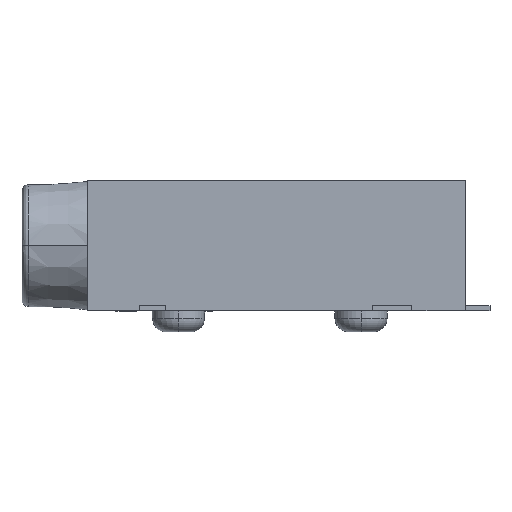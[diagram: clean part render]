
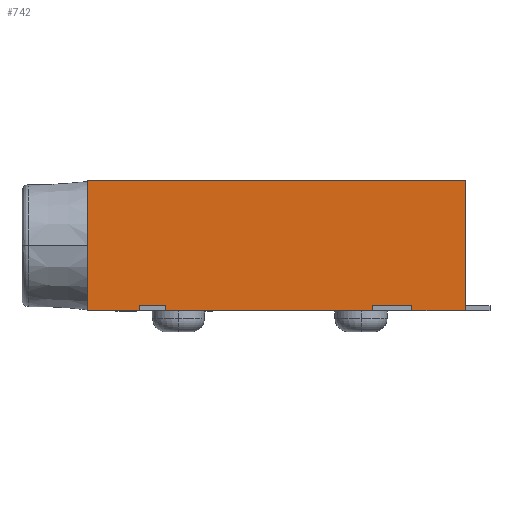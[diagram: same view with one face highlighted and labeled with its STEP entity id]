
A CAD part, top view. The second image highlights one B-rep face of the part: STEP entity #742.
In plain terms, the highlighted planar face has unit normal (0, 0, 1).
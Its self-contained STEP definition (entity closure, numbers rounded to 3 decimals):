
#19 = EDGE_LOOP ( 'NONE', ( #2531, #231, #1616, #2517, #322, #2102, #1031, #710, #219, #1924, #269, #1953 ) ) ;
#80 = EDGE_CURVE ( 'NONE', #970, #2323, #426, .T. ) ;
#121 = EDGE_CURVE ( 'NONE', #2075, #411, #2475, .T. ) ;
#145 = VECTOR ( 'NONE', #391, 1000. ) ;
#169 = LINE ( 'NONE', #2458, #769 ) ;
#197 = CARTESIAN_POINT ( 'NONE',  ( 3., 0.2, 0. ) ) ;
#201 = DIRECTION ( 'NONE',  ( 0., -1., 0. ) ) ;
#219 = ORIENTED_EDGE ( 'NONE', *, *, #2162, .F. ) ;
#231 = ORIENTED_EDGE ( 'NONE', *, *, #80, .T. ) ;
#269 = ORIENTED_EDGE ( 'NONE', *, *, #2582, .T. ) ;
#301 = VERTEX_POINT ( 'NONE', #2280 ) ;
#322 = ORIENTED_EDGE ( 'NONE', *, *, #2230, .F. ) ;
#343 = CARTESIAN_POINT ( 'NONE',  ( 2., 0.2, 0. ) ) ;
#360 = VECTOR ( 'NONE', #2277, 1000. ) ;
#391 = DIRECTION ( 'NONE',  ( 0., -1., 0. ) ) ;
#411 = VERTEX_POINT ( 'NONE', #1546 ) ;
#425 = EDGE_CURVE ( 'NONE', #1747, #2075, #523, .T. ) ;
#426 = LINE ( 'NONE', #1398, #2620 ) ;
#459 = VERTEX_POINT ( 'NONE', #2191 ) ;
#494 = CARTESIAN_POINT ( 'NONE',  ( 14.5, 5., 0. ) ) ;
#523 = LINE ( 'NONE', #494, #2538 ) ;
#550 = EDGE_CURVE ( 'NONE', #682, #2534, #2615, .T. ) ;
#576 = CARTESIAN_POINT ( 'NONE',  ( 14.5, 0., 0. ) ) ;
#578 = DIRECTION ( 'NONE',  ( 0., -1., 0. ) ) ;
#600 = VECTOR ( 'NONE', #788, 1000. ) ;
#607 = LINE ( 'NONE', #1012, #935 ) ;
#665 = DIRECTION ( 'NONE',  ( -1., 0., 0. ) ) ;
#669 = EDGE_CURVE ( 'NONE', #964, #1437, #1600, .T. ) ;
#676 = CARTESIAN_POINT ( 'NONE',  ( 14.5, 0.2, 0. ) ) ;
#682 = VERTEX_POINT ( 'NONE', #197 ) ;
#691 = DIRECTION ( 'NONE',  ( -1., 0., 0. ) ) ;
#710 = ORIENTED_EDGE ( 'NONE', *, *, #121, .T. ) ;
#717 = DIRECTION ( 'NONE',  ( -1., 0., 0. ) ) ;
#742 = ADVANCED_FACE ( 'NONE', ( #2528 ), #1643, .F. ) ;
#769 = VECTOR ( 'NONE', #820, 1000. ) ;
#788 = DIRECTION ( 'NONE',  ( 0., -1., 0. ) ) ;
#791 = VECTOR ( 'NONE', #201, 1000. ) ;
#820 = DIRECTION ( 'NONE',  ( 0., 1., 0. ) ) ;
#913 = LINE ( 'NONE', #2590, #1420 ) ;
#935 = VECTOR ( 'NONE', #1647, 1000. ) ;
#964 = VERTEX_POINT ( 'NONE', #1794 ) ;
#970 = VERTEX_POINT ( 'NONE', #1137 ) ;
#1012 = CARTESIAN_POINT ( 'NONE',  ( 14.5, 0., 0. ) ) ;
#1031 = ORIENTED_EDGE ( 'NONE', *, *, #425, .T. ) ;
#1137 = CARTESIAN_POINT ( 'NONE',  ( 10.95, 0., 0. ) ) ;
#1199 = DIRECTION ( 'NONE',  ( -1., 0., 0. ) ) ;
#1334 = CARTESIAN_POINT ( 'NONE',  ( 12.45, 0., 0. ) ) ;
#1398 = CARTESIAN_POINT ( 'NONE',  ( 10.95, 0., 0. ) ) ;
#1400 = LINE ( 'NONE', #2248, #145 ) ;
#1420 = VECTOR ( 'NONE', #717, 1000. ) ;
#1431 = CARTESIAN_POINT ( 'NONE',  ( 14.5, 0.2, 0. ) ) ;
#1437 = VERTEX_POINT ( 'NONE', #1334 ) ;
#1442 = DIRECTION ( 'NONE',  ( 0., 1., 0. ) ) ;
#1464 = VECTOR ( 'NONE', #2252, 1000. ) ;
#1546 = CARTESIAN_POINT ( 'NONE',  ( 0., 0., 0. ) ) ;
#1584 = CARTESIAN_POINT ( 'NONE',  ( 3., 0., 0. ) ) ;
#1600 = LINE ( 'NONE', #1621, #600 ) ;
#1616 = ORIENTED_EDGE ( 'NONE', *, *, #1768, .F. ) ;
#1621 = CARTESIAN_POINT ( 'NONE',  ( 12.45, 0., 0. ) ) ;
#1643 = PLANE ( 'NONE',  #2607 ) ;
#1647 = DIRECTION ( 'NONE',  ( -1., 0., 0. ) ) ;
#1695 = LINE ( 'NONE', #676, #1946 ) ;
#1747 = VERTEX_POINT ( 'NONE', #2110 ) ;
#1768 = EDGE_CURVE ( 'NONE', #964, #2323, #1695, .T. ) ;
#1784 = VECTOR ( 'NONE', #578, 1000. ) ;
#1794 = CARTESIAN_POINT ( 'NONE',  ( 12.45, 0.2, 0. ) ) ;
#1886 = CARTESIAN_POINT ( 'NONE',  ( 14.5, 0., 0. ) ) ;
#1924 = ORIENTED_EDGE ( 'NONE', *, *, #2523, .T. ) ;
#1946 = VECTOR ( 'NONE', #665, 1000. ) ;
#1953 = ORIENTED_EDGE ( 'NONE', *, *, #550, .T. ) ;
#2048 = LINE ( 'NONE', #576, #1464 ) ;
#2049 = VERTEX_POINT ( 'NONE', #343 ) ;
#2057 = LINE ( 'NONE', #1431, #360 ) ;
#2075 = VERTEX_POINT ( 'NONE', #2220 ) ;
#2082 = CARTESIAN_POINT ( 'NONE',  ( 0., 0., 0. ) ) ;
#2102 = ORIENTED_EDGE ( 'NONE', *, *, #2598, .F. ) ;
#2110 = CARTESIAN_POINT ( 'NONE',  ( 14.5, 5., 0. ) ) ;
#2120 = EDGE_CURVE ( 'NONE', #970, #2534, #913, .T. ) ;
#2162 = EDGE_CURVE ( 'NONE', #459, #411, #607, .T. ) ;
#2191 = CARTESIAN_POINT ( 'NONE',  ( 2., 0., 0. ) ) ;
#2220 = CARTESIAN_POINT ( 'NONE',  ( 0., 5., 0. ) ) ;
#2230 = EDGE_CURVE ( 'NONE', #301, #1437, #2048, .T. ) ;
#2248 = CARTESIAN_POINT ( 'NONE',  ( 14.5, 0., 0. ) ) ;
#2252 = DIRECTION ( 'NONE',  ( -1., 0., 0. ) ) ;
#2264 = CARTESIAN_POINT ( 'NONE',  ( 3., 0., 0. ) ) ;
#2277 = DIRECTION ( 'NONE',  ( 1., 0., 0. ) ) ;
#2280 = CARTESIAN_POINT ( 'NONE',  ( 14.5, 0., 0. ) ) ;
#2323 = VERTEX_POINT ( 'NONE', #2357 ) ;
#2357 = CARTESIAN_POINT ( 'NONE',  ( 10.95, 0.2, 0. ) ) ;
#2456 = DIRECTION ( 'NONE',  ( 0., 0., -1. ) ) ;
#2458 = CARTESIAN_POINT ( 'NONE',  ( 2., 0., 0. ) ) ;
#2475 = LINE ( 'NONE', #2082, #791 ) ;
#2517 = ORIENTED_EDGE ( 'NONE', *, *, #669, .T. ) ;
#2523 = EDGE_CURVE ( 'NONE', #459, #2049, #169, .T. ) ;
#2528 = FACE_OUTER_BOUND ( 'NONE', #19, .T. ) ;
#2531 = ORIENTED_EDGE ( 'NONE', *, *, #2120, .F. ) ;
#2534 = VERTEX_POINT ( 'NONE', #2264 ) ;
#2538 = VECTOR ( 'NONE', #691, 1000. ) ;
#2582 = EDGE_CURVE ( 'NONE', #2049, #682, #2057, .T. ) ;
#2590 = CARTESIAN_POINT ( 'NONE',  ( 14.5, 0., 0. ) ) ;
#2598 = EDGE_CURVE ( 'NONE', #1747, #301, #1400, .T. ) ;
#2607 = AXIS2_PLACEMENT_3D ( 'NONE', #1886, #2456, #1199 ) ;
#2615 = LINE ( 'NONE', #1584, #1784 ) ;
#2620 = VECTOR ( 'NONE', #1442, 1000. ) ;
